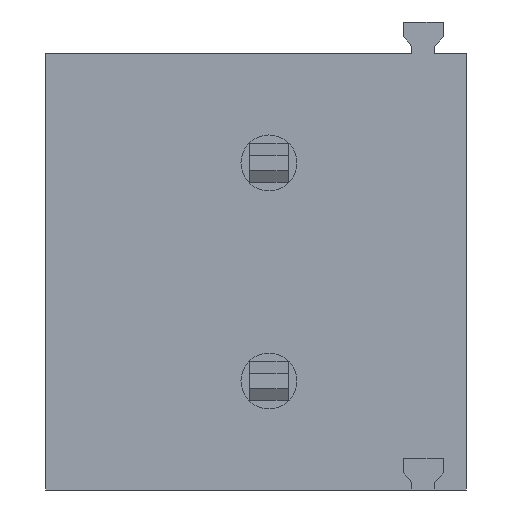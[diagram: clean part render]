
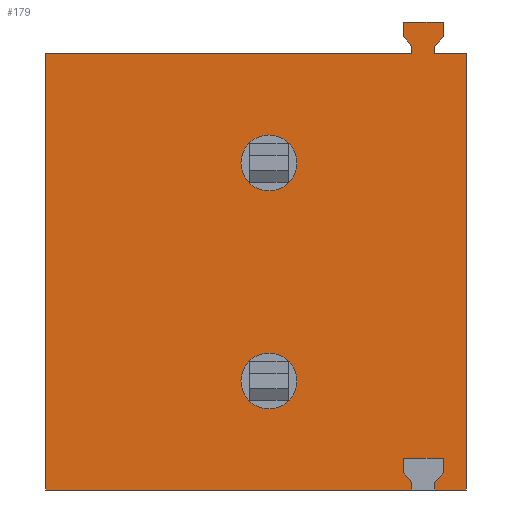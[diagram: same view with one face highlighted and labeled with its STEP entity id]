
A CAD part, front view. The second image highlights one B-rep face of the part: STEP entity #179.
In plain terms, the highlighted planar face has unit normal (0, -1, 0).
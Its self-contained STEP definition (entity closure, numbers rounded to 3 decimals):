
#179=ADVANCED_FACE('',(#456,#457,#458),#459,.T.);
#456=FACE_OUTER_BOUND('',#839,.T.);
#457=FACE_BOUND('',#840,.T.);
#458=FACE_BOUND('',#841,.T.);
#459=PLANE('',#842);
#839=EDGE_LOOP('',(#1303,#1304,#1305,#1306,#1307,#1308,#1309,#1310,#1311,#1312,#1313,#1314,#1315,#1316,#1317,#1318,#1319,#1320,#1321,#1322));
#840=EDGE_LOOP('',(#1323,#1324));
#841=EDGE_LOOP('',(#1325,#1326));
#842=AXIS2_PLACEMENT_3D('',#1327,#1328,#1329);
#1303=ORIENTED_EDGE('',*,*,#2336,.T.);
#1304=ORIENTED_EDGE('',*,*,#2337,.T.);
#1305=ORIENTED_EDGE('',*,*,#2338,.T.);
#1306=ORIENTED_EDGE('',*,*,#2339,.F.);
#1307=ORIENTED_EDGE('',*,*,#2340,.F.);
#1308=ORIENTED_EDGE('',*,*,#2341,.F.);
#1309=ORIENTED_EDGE('',*,*,#2342,.T.);
#1310=ORIENTED_EDGE('',*,*,#2343,.F.);
#1311=ORIENTED_EDGE('',*,*,#2344,.F.);
#1312=ORIENTED_EDGE('',*,*,#2345,.T.);
#1313=ORIENTED_EDGE('',*,*,#2346,.F.);
#1314=ORIENTED_EDGE('',*,*,#2347,.F.);
#1315=ORIENTED_EDGE('',*,*,#2348,.T.);
#1316=ORIENTED_EDGE('',*,*,#2349,.T.);
#1317=ORIENTED_EDGE('',*,*,#2350,.T.);
#1318=ORIENTED_EDGE('',*,*,#2351,.T.);
#1319=ORIENTED_EDGE('',*,*,#2352,.T.);
#1320=ORIENTED_EDGE('',*,*,#2353,.T.);
#1321=ORIENTED_EDGE('',*,*,#2354,.T.);
#1322=ORIENTED_EDGE('',*,*,#2355,.F.);
#1323=ORIENTED_EDGE('',*,*,#2356,.F.);
#1324=ORIENTED_EDGE('',*,*,#2357,.F.);
#1325=ORIENTED_EDGE('',*,*,#2358,.F.);
#1326=ORIENTED_EDGE('',*,*,#2359,.F.);
#1327=CARTESIAN_POINT('',(-6.422,0.0,-2.893));
#1328=DIRECTION('',(0.0,-1.0,0.0));
#1329=DIRECTION('',(0.0,0.0,-1.0));
#2336=EDGE_CURVE('',#2813,#2814,#2815,.T.);
#2337=EDGE_CURVE('',#2814,#2816,#2817,.T.);
#2338=EDGE_CURVE('',#2816,#2818,#2819,.T.);
#2339=EDGE_CURVE('',#2820,#2818,#2821,.T.);
#2340=EDGE_CURVE('',#2822,#2820,#2823,.T.);
#2341=EDGE_CURVE('',#2824,#2822,#2825,.T.);
#2342=EDGE_CURVE('',#2824,#2826,#2827,.T.);
#2343=EDGE_CURVE('',#2828,#2826,#2829,.T.);
#2344=EDGE_CURVE('',#2830,#2828,#2831,.T.);
#2345=EDGE_CURVE('',#2830,#2832,#2833,.T.);
#2346=EDGE_CURVE('',#2834,#2832,#2835,.T.);
#2347=EDGE_CURVE('',#2836,#2834,#2837,.T.);
#2348=EDGE_CURVE('',#2836,#2838,#2839,.T.);
#2349=EDGE_CURVE('',#2838,#2840,#2841,.T.);
#2350=EDGE_CURVE('',#2840,#2842,#2843,.T.);
#2351=EDGE_CURVE('',#2842,#2844,#2845,.T.);
#2352=EDGE_CURVE('',#2844,#2846,#2847,.T.);
#2353=EDGE_CURVE('',#2846,#2848,#2849,.T.);
#2354=EDGE_CURVE('',#2848,#2850,#2851,.T.);
#2355=EDGE_CURVE('',#2813,#2850,#2852,.T.);
#2356=EDGE_CURVE('',#2853,#2854,#2855,.T.);
#2357=EDGE_CURVE('',#2854,#2853,#2856,.T.);
#2358=EDGE_CURVE('',#2857,#2858,#2859,.T.);
#2359=EDGE_CURVE('',#2858,#2857,#2860,.T.);
#2813=VERTEX_POINT('',#3485);
#2814=VERTEX_POINT('',#3486);
#2815=LINE('',#3487,#3488);
#2816=VERTEX_POINT('',#3489);
#2817=LINE('',#3490,#3491);
#2818=VERTEX_POINT('',#3492);
#2819=LINE('',#3493,#3494);
#2820=VERTEX_POINT('',#3495);
#2821=LINE('',#3496,#3497);
#2822=VERTEX_POINT('',#3498);
#2823=LINE('',#3499,#3500);
#2824=VERTEX_POINT('',#3501);
#2825=LINE('',#3502,#3503);
#2826=VERTEX_POINT('',#3504);
#2827=LINE('',#3505,#3506);
#2828=VERTEX_POINT('',#3507);
#2829=LINE('',#3508,#3509);
#2830=VERTEX_POINT('',#3510);
#2831=LINE('',#3511,#3512);
#2832=VERTEX_POINT('',#3513);
#2833=LINE('',#3514,#3515);
#2834=VERTEX_POINT('',#3516);
#2835=LINE('',#3517,#3518);
#2836=VERTEX_POINT('',#3519);
#2837=LINE('',#3520,#3521);
#2838=VERTEX_POINT('',#3522);
#2839=LINE('',#3523,#3524);
#2840=VERTEX_POINT('',#3525);
#2841=LINE('',#3526,#3527);
#2842=VERTEX_POINT('',#3528);
#2843=LINE('',#3529,#3530);
#2844=VERTEX_POINT('',#3531);
#2845=LINE('',#3532,#3533);
#2846=VERTEX_POINT('',#3534);
#2847=LINE('',#3535,#3536);
#2848=VERTEX_POINT('',#3537);
#2849=LINE('',#3538,#3539);
#2850=VERTEX_POINT('',#3540);
#2851=LINE('',#3541,#3542);
#2852=LINE('',#3543,#3544);
#2853=VERTEX_POINT('',#3545);
#2854=VERTEX_POINT('',#3546);
#2855=CIRCLE('',#3547,0.65);
#2856=CIRCLE('',#3548,0.65);
#2857=VERTEX_POINT('',#3549);
#2858=VERTEX_POINT('',#3550);
#2859=CIRCLE('',#3551,0.65);
#2860=CIRCLE('',#3552,0.65);
#3485=CARTESIAN_POINT('',(0.536,0.0,-10.901));
#3486=CARTESIAN_POINT('',(0.536,0.0,-0.741));
#3487=CARTESIAN_POINT('',(0.536,0.0,-8.281));
#3488=VECTOR('',#4288,1.0);
#3489=CARTESIAN_POINT('',(-0.195,0.0,-0.741));
#3490=CARTESIAN_POINT('',(-62.994,0.0,-0.741));
#3491=VECTOR('',#4289,1.0);
#3492=CARTESIAN_POINT('',(-0.195,0.0,-0.574));
#3493=CARTESIAN_POINT('',(-0.195,0.0,-8.281));
#3494=VECTOR('',#4290,1.0);
#3495=CARTESIAN_POINT('',(0.0,0.0,-0.342));
#3496=CARTESIAN_POINT('',(-6.676,0.0,-8.281));
#3497=VECTOR('',#4291,1.0);
#3498=CARTESIAN_POINT('',(0.0,0.0,0.0));
#3499=CARTESIAN_POINT('',(0.0,0.0,-8.281));
#3500=VECTOR('',#4292,1.0);
#3501=CARTESIAN_POINT('',(-0.928,0.0,0.0));
#3502=CARTESIAN_POINT('',(-62.994,0.0,0.0));
#3503=VECTOR('',#4293,1.0);
#3504=CARTESIAN_POINT('',(-0.928,0.0,-0.342));
#3505=CARTESIAN_POINT('',(-0.928,0.0,-8.281));
#3506=VECTOR('',#4294,1.0);
#3507=CARTESIAN_POINT('',(-0.733,0.0,-0.574));
#3508=CARTESIAN_POINT('',(5.748,0.0,-8.281));
#3509=VECTOR('',#4295,1.0);
#3510=CARTESIAN_POINT('',(-0.733,0.0,-0.741));
#3511=CARTESIAN_POINT('',(-0.733,0.0,-8.281));
#3512=VECTOR('',#4296,1.0);
#3513=CARTESIAN_POINT('',(-9.264,0.0,-0.741));
#3514=CARTESIAN_POINT('',(-62.994,0.0,-0.741));
#3515=VECTOR('',#4297,1.0);
#3516=CARTESIAN_POINT('',(-9.264,0.0,-10.901));
#3517=CARTESIAN_POINT('',(-9.264,0.0,-8.281));
#3518=VECTOR('',#4298,1.0);
#3519=CARTESIAN_POINT('',(-0.733,0.0,-10.901));
#3520=CARTESIAN_POINT('',(-62.994,0.0,-10.901));
#3521=VECTOR('',#4299,1.0);
#3522=CARTESIAN_POINT('',(-0.733,0.0,-10.734));
#3523=CARTESIAN_POINT('',(-0.733,0.0,-8.281));
#3524=VECTOR('',#4300,1.0);
#3525=CARTESIAN_POINT('',(-0.928,0.0,-10.502));
#3526=CARTESIAN_POINT('',(-2.796,0.0,-8.281));
#3527=VECTOR('',#4301,1.0);
#3528=CARTESIAN_POINT('',(-0.928,0.0,-10.16));
#3529=CARTESIAN_POINT('',(-0.928,0.0,-8.281));
#3530=VECTOR('',#4302,1.0);
#3531=CARTESIAN_POINT('',(0.0,0.0,-10.16));
#3532=CARTESIAN_POINT('',(-62.994,0.0,-10.16));
#3533=VECTOR('',#4303,1.0);
#3534=CARTESIAN_POINT('',(0.0,0.0,-10.502));
#3535=CARTESIAN_POINT('',(0.0,0.0,-8.281));
#3536=VECTOR('',#4304,1.0);
#3537=CARTESIAN_POINT('',(-0.195,0.0,-10.734));
#3538=CARTESIAN_POINT('',(1.867,0.0,-8.281));
#3539=VECTOR('',#4305,1.0);
#3540=CARTESIAN_POINT('',(-0.195,0.0,-10.901));
#3541=CARTESIAN_POINT('',(-0.195,0.0,-8.281));
#3542=VECTOR('',#4306,1.0);
#3543=CARTESIAN_POINT('',(-62.994,0.0,-10.901));
#3544=VECTOR('',#4307,1.0);
#3545=CARTESIAN_POINT('',(-3.414,0.0,-8.361));
#3546=CARTESIAN_POINT('',(-4.714,0.0,-8.361));
#3547=AXIS2_PLACEMENT_3D('',#4308,#4309,#4310);
#3548=AXIS2_PLACEMENT_3D('',#4311,#4312,#4313);
#3549=CARTESIAN_POINT('',(-3.414,0.0,-3.281));
#3550=CARTESIAN_POINT('',(-4.714,0.0,-3.281));
#3551=AXIS2_PLACEMENT_3D('',#4314,#4315,#4316);
#3552=AXIS2_PLACEMENT_3D('',#4317,#4318,#4319);
#4288=DIRECTION('',(0.,0.0,1.0));
#4289=DIRECTION('',(-1.0,0.0,0.));
#4290=DIRECTION('',(0.,0.0,1.0));
#4291=DIRECTION('',(-0.644,0.0,-0.765));
#4292=DIRECTION('',(0.,0.0,-1.0));
#4293=DIRECTION('',(1.0,0.0,0.));
#4294=DIRECTION('',(0.,0.0,-1.0));
#4295=DIRECTION('',(-0.644,0.0,0.765));
#4296=DIRECTION('',(0.,0.0,1.0));
#4297=DIRECTION('',(-1.0,0.0,0.));
#4298=DIRECTION('',(0.,0.0,1.0));
#4299=DIRECTION('',(-1.0,0.0,0.));
#4300=DIRECTION('',(0.,0.0,1.0));
#4301=DIRECTION('',(-0.644,0.0,0.765));
#4302=DIRECTION('',(0.,0.0,1.0));
#4303=DIRECTION('',(1.0,0.0,0.));
#4304=DIRECTION('',(0.,0.0,-1.0));
#4305=DIRECTION('',(-0.644,0.0,-0.765));
#4306=DIRECTION('',(0.,0.0,-1.0));
#4307=DIRECTION('',(-1.0,0.0,0.));
#4308=CARTESIAN_POINT('',(-4.064,0.0,-8.361));
#4309=DIRECTION('',(0.0,-1.0,0.0));
#4310=DIRECTION('',(1.0,0.0,0.0));
#4311=CARTESIAN_POINT('',(-4.064,0.0,-8.361));
#4312=DIRECTION('',(0.0,-1.0,0.0));
#4313=DIRECTION('',(1.0,0.0,0.0));
#4314=CARTESIAN_POINT('',(-4.064,0.0,-3.281));
#4315=DIRECTION('',(0.0,-1.0,0.0));
#4316=DIRECTION('',(1.0,0.0,0.0));
#4317=CARTESIAN_POINT('',(-4.064,0.0,-3.281));
#4318=DIRECTION('',(0.0,-1.0,0.0));
#4319=DIRECTION('',(1.0,0.0,0.0));
